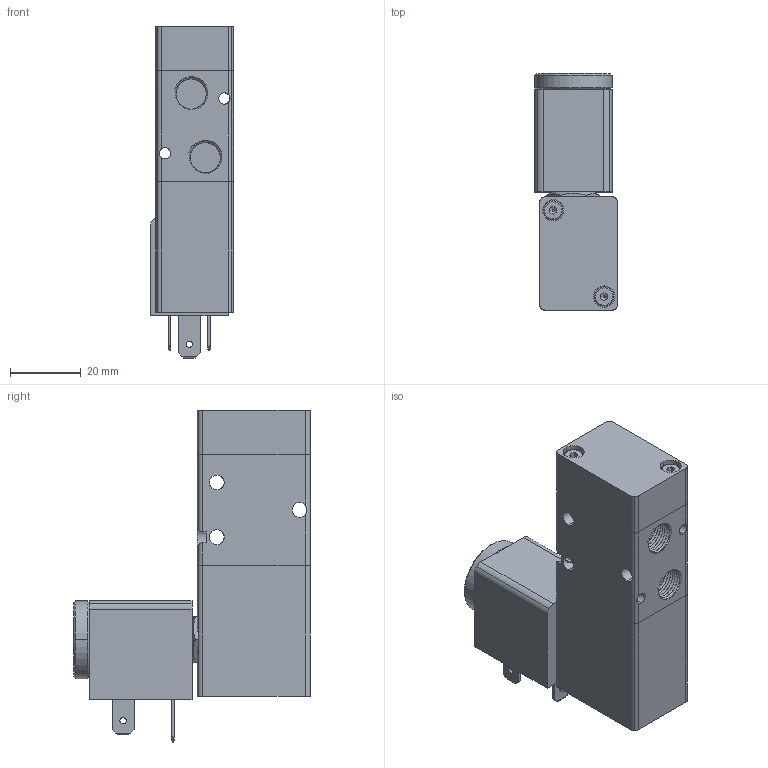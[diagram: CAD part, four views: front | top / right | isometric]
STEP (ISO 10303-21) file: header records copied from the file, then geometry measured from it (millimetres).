
FILE_DESCRIPTION((''),'2;1');
FILE_NAME('00_005_3.stp','2003-01-02T15:00:47',('Branislav Petkovic'),('AZ Pneumatica'),'AutoCAD STEP 2000i','AutoCAD 2000i','Via J. F. Kennedy, 26, 20020 Misinto (MI), ITALY');
FILE_SCHEMA(('CONFIG_CONTROL_DESIGN'));
Length unit declared in the file: millimetre
Products named in the file (11): 00_005_3; 321 TELO; PART1A; X21 KOTVA ME90S; PART2A; STEZAC; PODLOSKA; MAGNET; PART1; X21 OPRUGA; PART2
Assembly tree (10 placements, depth 3):
  00_005_3
    321 TELO
      PART1A
    X21 KOTVA ME90S
      PART2A
      STEZAC
      PODLOSKA
    MAGNET
      PART1
    X21 OPRUGA
      PART2
Bounding box: 23.5 x 67 x 93.9 mm (x, y, z)
Surface area: 24005 mm2 (no closed solid volume)
Topology: 0 solids, 6 shells, 336 faces, 884 edges, 584 vertices
Faces by surface type: cylinder 168, plane 128, cone 26, bspline 14
Entity records: 19908 total; most frequent: CARTESIAN_POINT 11576, ORIENTED_EDGE 1764, DIRECTION 1596, EDGE_CURVE 882, AXIS2_PLACEMENT_3D 587, VERTEX_POINT 584, VECTOR 422, LINE 422
